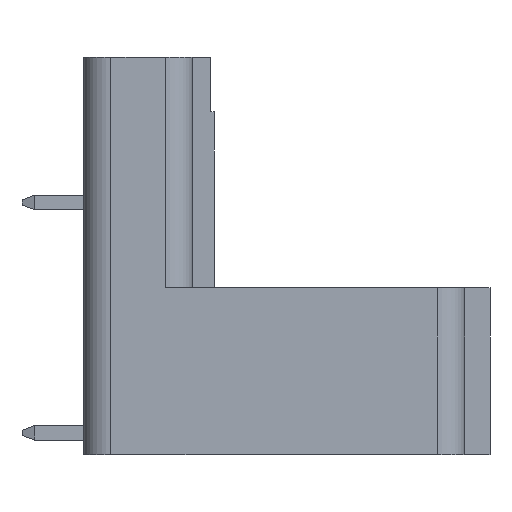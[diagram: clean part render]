
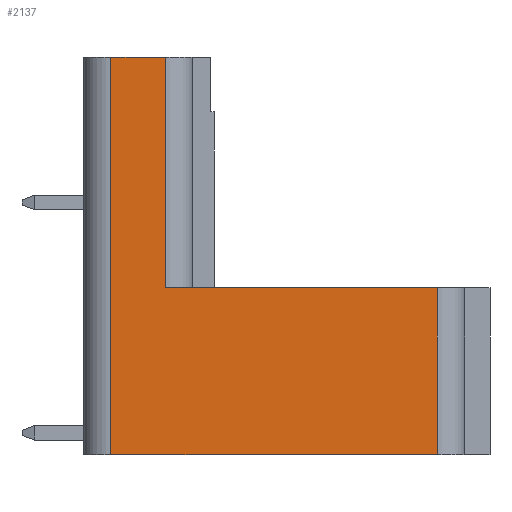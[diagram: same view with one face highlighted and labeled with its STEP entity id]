
A CAD part, left-side view. The second image highlights one B-rep face of the part: STEP entity #2137.
In plain terms, the highlighted planar face has unit normal (-1, 0, 0).
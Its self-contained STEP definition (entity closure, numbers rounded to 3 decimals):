
#2137 = ADVANCED_FACE( '', ( #4360 ), #4361, .T. );
#4360 = FACE_OUTER_BOUND( '', #6658, .T. );
#4361 = PLANE( '', #6659 );
#6658 = EDGE_LOOP( '', ( #12757, #12758, #12759, #12760, #12761, #12762 ) );
#6659 = AXIS2_PLACEMENT_3D( '', #12763, #12764, #12765 );
#12757 = ORIENTED_EDGE( '', *, *, #14180, .T. );
#12758 = ORIENTED_EDGE( '', *, *, #14702, .T. );
#12759 = ORIENTED_EDGE( '', *, *, #16124, .T. );
#12760 = ORIENTED_EDGE( '', *, *, #15637, .T. );
#12761 = ORIENTED_EDGE( '', *, *, #15877, .T. );
#12762 = ORIENTED_EDGE( '', *, *, #15391, .T. );
#12763 = CARTESIAN_POINT( '', ( -16.725, 0., 0. ) );
#12764 = DIRECTION( '', ( -1., 0., 0. ) );
#12765 = DIRECTION( '', ( 0., 0., 1. ) );
#14180 = EDGE_CURVE( '', #17085, #17083, #17086, .T. );
#14702 = EDGE_CURVE( '', #17083, #17998, #18000, .T. );
#15391 = EDGE_CURVE( '', #19068, #17085, #19071, .T. );
#15637 = EDGE_CURVE( '', #19409, #19413, #19415, .T. );
#15877 = EDGE_CURVE( '', #19413, #19068, #19753, .T. );
#16124 = EDGE_CURVE( '', #17998, #19409, #20072, .T. );
#17083 = VERTEX_POINT( '', #21285 );
#17085 = VERTEX_POINT( '', #21287 );
#17086 = LINE( '', #21288, #21289 );
#17998 = VERTEX_POINT( '', #22615 );
#18000 = LINE( '', #22617, #22618 );
#19068 = VERTEX_POINT( '', #24200 );
#19071 = LINE( '', #24204, #24205 );
#19409 = VERTEX_POINT( '', #24709 );
#19413 = VERTEX_POINT( '', #24714 );
#19415 = LINE( '', #24716, #24717 );
#19753 = LINE( '', #25238, #25239 );
#20072 = LINE( '', #25731, #25732 );
#21285 = CARTESIAN_POINT( '', ( -16.725, 9.7, 17.3 ) );
#21287 = CARTESIAN_POINT( '', ( -16.725, 6.7, 17.3 ) );
#21288 = CARTESIAN_POINT( '', ( -16.725, 5.2, 17.3 ) );
#21289 = VECTOR( '', #26749, 1000. );
#22615 = CARTESIAN_POINT( '', ( -16.725, 9.7, -4.6 ) );
#22617 = CARTESIAN_POINT( '', ( -16.725, 9.7, 0. ) );
#22618 = VECTOR( '', #27245, 1000. );
#24200 = CARTESIAN_POINT( '', ( -16.725, 6.7, 4.6 ) );
#24204 = CARTESIAN_POINT( '', ( -16.725, 6.7, 17.3 ) );
#24205 = VECTOR( '', #27851, 1000. );
#24709 = CARTESIAN_POINT( '', ( -16.725, -8.3, -4.6 ) );
#24714 = CARTESIAN_POINT( '', ( -16.725, -8.3, 4.6 ) );
#24716 = CARTESIAN_POINT( '', ( -16.725, -8.3, 4.6 ) );
#24717 = VECTOR( '', #28049, 1000. );
#25238 = CARTESIAN_POINT( '', ( -16.725, -9.8, 4.6 ) );
#25239 = VECTOR( '', #28257, 1000. );
#25731 = CARTESIAN_POINT( '', ( -16.725, 11.2, -4.6 ) );
#25732 = VECTOR( '', #28443, 1000. );
#26749 = DIRECTION( '', ( 0., 1., 0. ) );
#27245 = DIRECTION( '', ( 0., 0., -1. ) );
#27851 = DIRECTION( '', ( 0., 0., 1. ) );
#28049 = DIRECTION( '', ( 0., 0., 1. ) );
#28257 = DIRECTION( '', ( 0., 1., 0. ) );
#28443 = DIRECTION( '', ( 0., -1., 0. ) );
